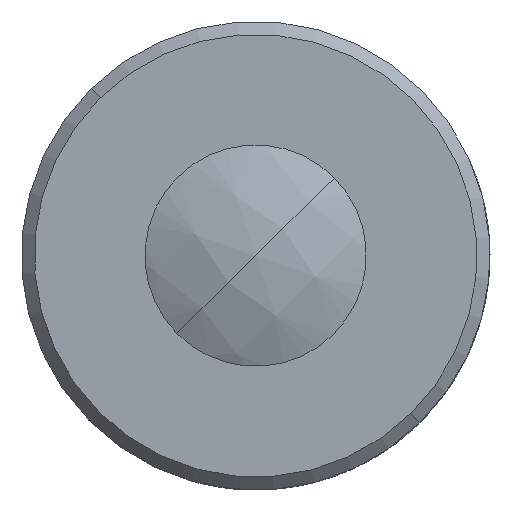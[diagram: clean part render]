
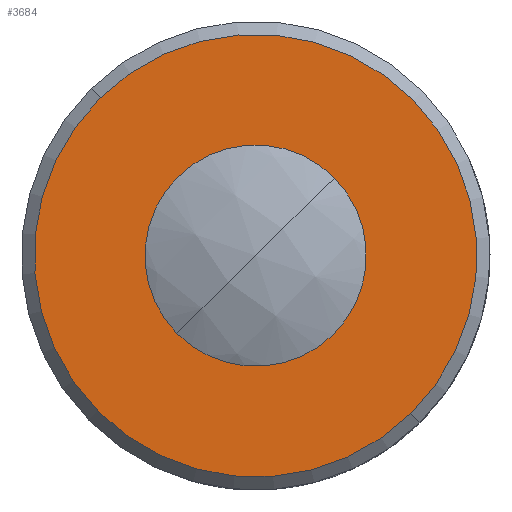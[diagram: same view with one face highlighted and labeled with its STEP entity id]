
A CAD part, left-side view. The second image highlights one B-rep face of the part: STEP entity #3684.
In plain terms, the highlighted planar face has unit normal (-1, 0, 0).
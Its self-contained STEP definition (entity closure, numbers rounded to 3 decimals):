
#7 = DIRECTION ( 'NONE',  ( 0., 0.701, 0.713 ) ) ;
#49 = EDGE_LOOP ( 'NONE', ( #4505, #2587 ) ) ;
#70 = CARTESIAN_POINT ( 'NONE',  ( -43.5, 5.961, 6.059 ) ) ;
#414 = CARTESIAN_POINT ( 'NONE',  ( -43.5, 0., 0. ) ) ;
#436 = DIRECTION ( 'NONE',  ( 0., -0.701, -0.713 ) ) ;
#712 = AXIS2_PLACEMENT_3D ( 'NONE', #3996, #1072, #7 ) ;
#921 = CARTESIAN_POINT ( 'NONE',  ( -43.5, -2.981, -3.03 ) ) ;
#1072 = DIRECTION ( 'NONE',  ( 1., 0., 0. ) ) ;
#1082 = AXIS2_PLACEMENT_3D ( 'NONE', #1684, #1162, #5023 ) ;
#1162 = DIRECTION ( 'NONE',  ( -1., 0., 0. ) ) ;
#1193 = ORIENTED_EDGE ( 'NONE', *, *, #4664, .F. ) ;
#1434 = VERTEX_POINT ( 'NONE', #5523 ) ;
#1474 = CIRCLE ( 'NONE', #2517, 4.25 ) ;
#1662 = CARTESIAN_POINT ( 'NONE',  ( -43.5, 0., 0. ) ) ;
#1684 = CARTESIAN_POINT ( 'NONE',  ( -43.5, 0., 0. ) ) ;
#1863 = EDGE_LOOP ( 'NONE', ( #2025, #1193 ) ) ;
#1904 = DIRECTION ( 'NONE',  ( -1., 0., 0. ) ) ;
#2025 = ORIENTED_EDGE ( 'NONE', *, *, #5355, .F. ) ;
#2242 = FACE_BOUND ( 'NONE', #1863, .T. ) ;
#2341 = VERTEX_POINT ( 'NONE', #921 ) ;
#2517 = AXIS2_PLACEMENT_3D ( 'NONE', #414, #4329, #436 ) ;
#2587 = ORIENTED_EDGE ( 'NONE', *, *, #3820, .T. ) ;
#3027 = DIRECTION ( 'NONE',  ( 0., 0.701, 0.713 ) ) ;
#3589 = AXIS2_PLACEMENT_3D ( 'NONE', #1662, #6022, #3027 ) ;
#3672 = CARTESIAN_POINT ( 'NONE',  ( -43.5, 2.981, 3.03 ) ) ;
#3684 = ADVANCED_FACE ( 'NONE', ( #4990, #2242 ), #4781, .F. ) ;
#3729 = VERTEX_POINT ( 'NONE', #70 ) ;
#3804 = DIRECTION ( 'NONE',  ( 0., 0.701, 0.713 ) ) ;
#3820 = EDGE_CURVE ( 'NONE', #1434, #3729, #6024, .T. ) ;
#3840 = CARTESIAN_POINT ( 'NONE',  ( -43.5, 0., 0. ) ) ;
#3996 = CARTESIAN_POINT ( 'NONE',  ( -43.5, -3.03, 2.981 ) ) ;
#4218 = CIRCLE ( 'NONE', #1082, 4.25 ) ;
#4329 = DIRECTION ( 'NONE',  ( -1., 0., 0. ) ) ;
#4370 = CIRCLE ( 'NONE', #6238, 8.5 ) ;
#4469 = VERTEX_POINT ( 'NONE', #3672 ) ;
#4505 = ORIENTED_EDGE ( 'NONE', *, *, #5573, .T. ) ;
#4664 = EDGE_CURVE ( 'NONE', #4469, #2341, #1474, .T. ) ;
#4781 = PLANE ( 'NONE',  #712 ) ;
#4990 = FACE_OUTER_BOUND ( 'NONE', #49, .T. ) ;
#5023 = DIRECTION ( 'NONE',  ( 0., -0.701, -0.713 ) ) ;
#5355 = EDGE_CURVE ( 'NONE', #2341, #4469, #4218, .T. ) ;
#5523 = CARTESIAN_POINT ( 'NONE',  ( -43.5, -5.961, -6.059 ) ) ;
#5573 = EDGE_CURVE ( 'NONE', #3729, #1434, #4370, .T. ) ;
#6022 = DIRECTION ( 'NONE',  ( -1., 0., 0. ) ) ;
#6024 = CIRCLE ( 'NONE', #3589, 8.5 ) ;
#6238 = AXIS2_PLACEMENT_3D ( 'NONE', #3840, #1904, #3804 ) ;
